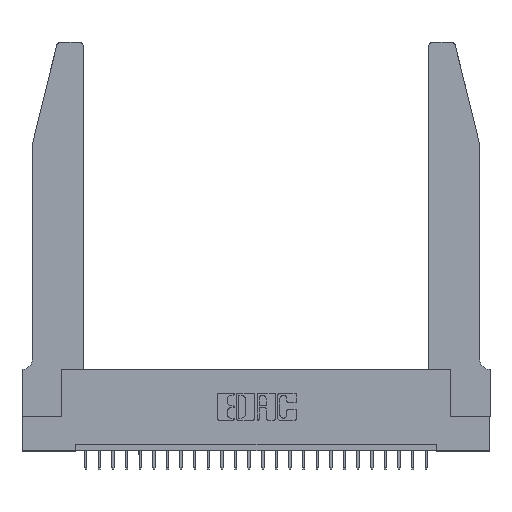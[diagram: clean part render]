
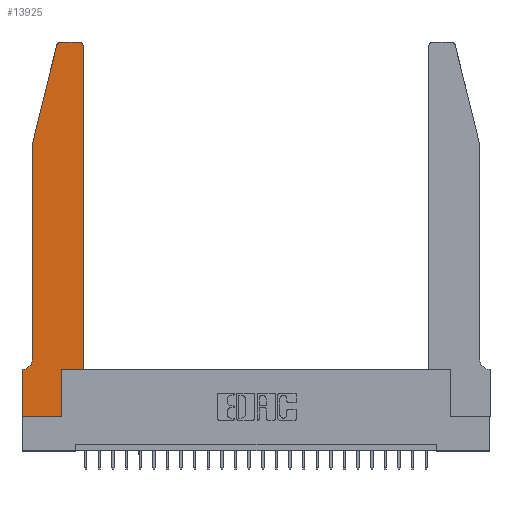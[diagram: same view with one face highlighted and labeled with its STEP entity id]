
A CAD part, top view. The second image highlights one B-rep face of the part: STEP entity #13925.
In plain terms, the highlighted planar face has unit normal (0, 0, 1).
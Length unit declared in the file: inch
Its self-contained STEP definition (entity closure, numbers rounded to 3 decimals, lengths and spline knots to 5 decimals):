
#64 = ORIENTED_EDGE ( 'NONE', *, *, #1017, .T. ) ;
#501 = VECTOR ( 'NONE', #24071, 39.37008 ) ;
#616 = CARTESIAN_POINT ( 'NONE',  ( 0., 0., 0.37 ) ) ;
#939 = VERTEX_POINT ( 'NONE', #25084 ) ;
#1017 = EDGE_CURVE ( 'NONE', #4935, #19527, #13413, .T. ) ;
#1060 = AXIS2_PLACEMENT_3D ( 'NONE', #8273, #14442, #24103 ) ;
#1678 = CARTESIAN_POINT ( 'NONE',  ( 0.2865, 0.35, 0.37 ) ) ;
#1717 = DIRECTION ( 'NONE',  ( 1., 0., 0. ) ) ;
#1754 = DIRECTION ( 'NONE',  ( 0., -1., 0. ) ) ;
#2497 = VERTEX_POINT ( 'NONE', #616 ) ;
#2504 = CARTESIAN_POINT ( 'NONE',  ( 0.4205, 2.75, 0.37 ) ) ;
#2596 = VERTEX_POINT ( 'NONE', #11368 ) ;
#2685 = CARTESIAN_POINT ( 'NONE',  ( 0.284, 2.75, 0.37 ) ) ;
#3015 = ORIENTED_EDGE ( 'NONE', *, *, #5235, .T. ) ;
#3077 = CARTESIAN_POINT ( 'NONE',  ( 0.284, 2.72, 0.37 ) ) ;
#3334 = CARTESIAN_POINT ( 'NONE',  ( 0.0755, 0.35, 0.37 ) ) ;
#3412 = CARTESIAN_POINT ( 'NONE',  ( 0.2605, 2.75, 0.37 ) ) ;
#3542 = CARTESIAN_POINT ( 'NONE',  ( 0.2865, 0.35, 0.37 ) ) ;
#3593 = ORIENTED_EDGE ( 'NONE', *, *, #22112, .T. ) ;
#3599 = ORIENTED_EDGE ( 'NONE', *, *, #13510, .T. ) ;
#3929 = CARTESIAN_POINT ( 'NONE',  ( 0.0055, 0.35, 0.37 ) ) ;
#4935 = VERTEX_POINT ( 'NONE', #3929 ) ;
#5235 = EDGE_CURVE ( 'NONE', #2596, #23055, #12344, .T. ) ;
#5633 = DIRECTION ( 'NONE',  ( 1., 0., 0. ) ) ;
#5793 = LINE ( 'NONE', #9431, #14622 ) ;
#6641 = CIRCLE ( 'NONE', #1060, 0.07 ) ;
#6688 = VERTEX_POINT ( 'NONE', #2504 ) ;
#6891 = VERTEX_POINT ( 'NONE', #1678 ) ;
#7445 = VECTOR ( 'NONE', #15617, 39.37008 ) ;
#7604 = CARTESIAN_POINT ( 'NONE',  ( 0.0755, 0.42, 0.37 ) ) ;
#7772 = CARTESIAN_POINT ( 'NONE',  ( 0.0755, 2., 0.37 ) ) ;
#7838 = DIRECTION ( 'NONE',  ( 0., -1., 0. ) ) ;
#8273 = CARTESIAN_POINT ( 'NONE',  ( 0.0055, 0.42, 0.37 ) ) ;
#8359 = ORIENTED_EDGE ( 'NONE', *, *, #18350, .T. ) ;
#9237 = ORIENTED_EDGE ( 'NONE', *, *, #24009, .T. ) ;
#9319 = VECTOR ( 'NONE', #22404, 39.37008 ) ;
#9431 = CARTESIAN_POINT ( 'NONE',  ( 0.4505, 0.35, 0.37 ) ) ;
#9850 = LINE ( 'NONE', #3542, #7445 ) ;
#10872 = CARTESIAN_POINT ( 'NONE',  ( 0.4505, 2.72, 0.37 ) ) ;
#10898 = VECTOR ( 'NONE', #1754, 39.37008 ) ;
#11298 = EDGE_LOOP ( 'NONE', ( #21209, #17235, #3015, #11420, #26411, #64, #20022, #8359, #3593, #3599, #9237, #17331 ) ) ;
#11299 = LINE ( 'NONE', #16130, #10898 ) ;
#11368 = CARTESIAN_POINT ( 'NONE',  ( 0.25487, 2.72718, 0.37 ) ) ;
#11420 = ORIENTED_EDGE ( 'NONE', *, *, #23807, .T. ) ;
#11540 = CARTESIAN_POINT ( 'NONE',  ( 0.4505, 0.35, 0.37 ) ) ;
#11577 = DIRECTION ( 'NONE',  ( 1., 0., 0. ) ) ;
#12087 = PLANE ( 'NONE',  #24497 ) ;
#12344 = LINE ( 'NONE', #14489, #9319 ) ;
#12545 = CARTESIAN_POINT ( 'NONE',  ( 0.4205, 2.72, 0.37 ) ) ;
#12608 = AXIS2_PLACEMENT_3D ( 'NONE', #12545, #20698, #13164 ) ;
#13039 = EDGE_CURVE ( 'NONE', #6688, #26299, #16167, .T. ) ;
#13164 = DIRECTION ( 'NONE',  ( 1., 0., 0. ) ) ;
#13413 = LINE ( 'NONE', #3334, #26333 ) ;
#13436 = CARTESIAN_POINT ( 'NONE',  ( 0.4505, 0.35, 0.37 ) ) ;
#13510 = EDGE_CURVE ( 'NONE', #6891, #26401, #5793, .T. ) ;
#13925 = ADVANCED_FACE ( 'NONE', ( #18104 ), #12087, .T. ) ;
#13954 = LINE ( 'NONE', #11540, #26406 ) ;
#14352 = DIRECTION ( 'NONE',  ( 1., 0., 0. ) ) ;
#14442 = DIRECTION ( 'NONE',  ( 0., 0., -1. ) ) ;
#14489 = CARTESIAN_POINT ( 'NONE',  ( 0.0755, 2., 0.37 ) ) ;
#14622 = VECTOR ( 'NONE', #11577, 39.37008 ) ;
#15174 = AXIS2_PLACEMENT_3D ( 'NONE', #3077, #26184, #5633 ) ;
#15617 = DIRECTION ( 'NONE',  ( 0., 1., 0. ) ) ;
#16130 = CARTESIAN_POINT ( 'NONE',  ( 0., 0., 0.37 ) ) ;
#16167 = LINE ( 'NONE', #3412, #501 ) ;
#16498 = DIRECTION ( 'NONE',  ( 0., 0., 1. ) ) ;
#17235 = ORIENTED_EDGE ( 'NONE', *, *, #20637, .T. ) ;
#17331 = ORIENTED_EDGE ( 'NONE', *, *, #20523, .T. ) ;
#18104 = FACE_OUTER_BOUND ( 'NONE', #11298, .T. ) ;
#18350 = EDGE_CURVE ( 'NONE', #2497, #939, #26577, .T. ) ;
#18646 = VECTOR ( 'NONE', #7838, 39.37008 ) ;
#18653 = CARTESIAN_POINT ( 'NONE',  ( 0.0755, 2., 0.37 ) ) ;
#19014 = CIRCLE ( 'NONE', #12608, 0.03 ) ;
#19527 = VERTEX_POINT ( 'NONE', #22396 ) ;
#19994 = VERTEX_POINT ( 'NONE', #7604 ) ;
#20022 = ORIENTED_EDGE ( 'NONE', *, *, #22527, .T. ) ;
#20232 = VECTOR ( 'NONE', #1717, 39.37008 ) ;
#20523 = EDGE_CURVE ( 'NONE', #23853, #6688, #19014, .T. ) ;
#20637 = EDGE_CURVE ( 'NONE', #26299, #2596, #24599, .T. ) ;
#20698 = DIRECTION ( 'NONE',  ( 0., 0., 1. ) ) ;
#21209 = ORIENTED_EDGE ( 'NONE', *, *, #13039, .T. ) ;
#22112 = EDGE_CURVE ( 'NONE', #939, #6891, #9850, .T. ) ;
#22119 = CARTESIAN_POINT ( 'NONE',  ( 0., 0., 0.37 ) ) ;
#22396 = CARTESIAN_POINT ( 'NONE',  ( 0., 0.35, 0.37 ) ) ;
#22404 = DIRECTION ( 'NONE',  ( -0.239, -0.971, 0. ) ) ;
#22527 = EDGE_CURVE ( 'NONE', #19527, #2497, #11299, .T. ) ;
#22692 = LINE ( 'NONE', #18653, #18646 ) ;
#23055 = VERTEX_POINT ( 'NONE', #7772 ) ;
#23477 = EDGE_CURVE ( 'NONE', #19994, #4935, #6641, .T. ) ;
#23807 = EDGE_CURVE ( 'NONE', #23055, #19994, #22692, .T. ) ;
#23853 = VERTEX_POINT ( 'NONE', #10872 ) ;
#23987 = DIRECTION ( 'NONE',  ( -1., 0., 0. ) ) ;
#24009 = EDGE_CURVE ( 'NONE', #26401, #23853, #13954, .T. ) ;
#24071 = DIRECTION ( 'NONE',  ( -1., 0., 0. ) ) ;
#24103 = DIRECTION ( 'NONE',  ( -1., 0., 0. ) ) ;
#24137 = DIRECTION ( 'NONE',  ( 0., 1., 0. ) ) ;
#24282 = CARTESIAN_POINT ( 'NONE',  ( 0., 0.35, 0.37 ) ) ;
#24497 = AXIS2_PLACEMENT_3D ( 'NONE', #24282, #16498, #14352 ) ;
#24599 = CIRCLE ( 'NONE', #15174, 0.03 ) ;
#25084 = CARTESIAN_POINT ( 'NONE',  ( 0.2865, 0., 0.37 ) ) ;
#26184 = DIRECTION ( 'NONE',  ( 0., 0., 1. ) ) ;
#26299 = VERTEX_POINT ( 'NONE', #2685 ) ;
#26333 = VECTOR ( 'NONE', #23987, 39.37008 ) ;
#26401 = VERTEX_POINT ( 'NONE', #13436 ) ;
#26406 = VECTOR ( 'NONE', #24137, 39.37008 ) ;
#26411 = ORIENTED_EDGE ( 'NONE', *, *, #23477, .T. ) ;
#26577 = LINE ( 'NONE', #22119, #20232 ) ;
